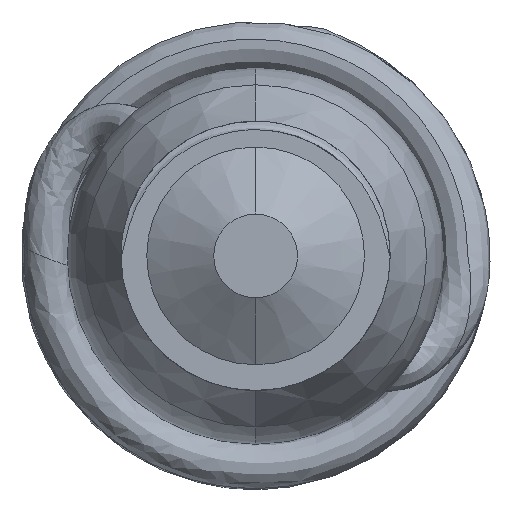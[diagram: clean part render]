
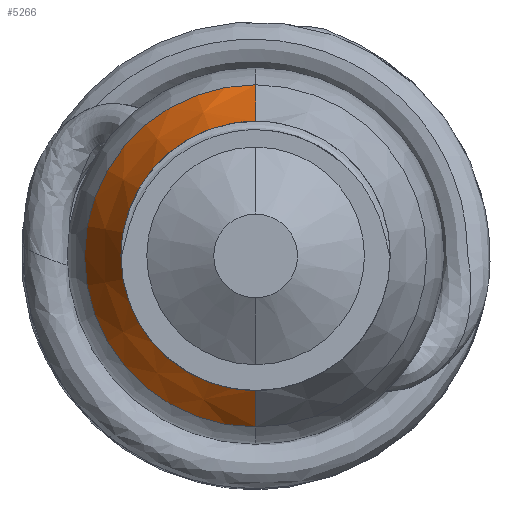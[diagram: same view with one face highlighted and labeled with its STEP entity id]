
A CAD part, front view. The second image highlights one B-rep face of the part: STEP entity #5266.
In plain terms, the highlighted conical face has half-angle 26.286 degrees and reference radius 16.079 mm.
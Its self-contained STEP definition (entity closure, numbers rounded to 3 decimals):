
#4 = EDGE_CURVE ( 'NONE', #73, #1715, #5072, .T. ) ;
#73 = VERTEX_POINT ( 'NONE', #1051 ) ;
#399 = AXIS2_PLACEMENT_3D ( 'NONE', #4939, #6780, #1800 ) ;
#416 = CARTESIAN_POINT ( 'NONE',  ( 0., 20., -16.079 ) ) ;
#495 = EDGE_LOOP ( 'NONE', ( #3040, #4257, #1953, #2885 ) ) ;
#881 = CARTESIAN_POINT ( 'NONE',  ( 0., 20., 0. ) ) ;
#1051 = CARTESIAN_POINT ( 'NONE',  ( 0., 28.813, 20.432 ) ) ;
#1079 = AXIS2_PLACEMENT_3D ( 'NONE', #6020, #8025, #4686 ) ;
#1715 = VERTEX_POINT ( 'NONE', #2615 ) ;
#1800 = DIRECTION ( 'NONE',  ( 0., 0., -1. ) ) ;
#1953 = ORIENTED_EDGE ( 'NONE', *, *, #3929, .T. ) ;
#2615 = CARTESIAN_POINT ( 'NONE',  ( 0., 28.813, -20.432 ) ) ;
#2730 = DIRECTION ( 'NONE',  ( 0., 0.897, 0.443 ) ) ;
#2883 = DIRECTION ( 'NONE',  ( 0., -1., 0. ) ) ;
#2885 = ORIENTED_EDGE ( 'NONE', *, *, #4, .T. ) ;
#3040 = ORIENTED_EDGE ( 'NONE', *, *, #6495, .F. ) ;
#3185 = CARTESIAN_POINT ( 'NONE',  ( 0., 20., 16.079 ) ) ;
#3340 = AXIS2_PLACEMENT_3D ( 'NONE', #881, #2883, #5439 ) ;
#3929 = EDGE_CURVE ( 'NONE', #5763, #73, #6371, .T. ) ;
#4013 = CIRCLE ( 'NONE', #3340, 16.079 ) ;
#4151 = CONICAL_SURFACE ( 'NONE', #1079, 16.079, 0.459 ) ;
#4186 = DIRECTION ( 'NONE',  ( 0., 0.897, -0.443 ) ) ;
#4257 = ORIENTED_EDGE ( 'NONE', *, *, #5418, .F. ) ;
#4686 = DIRECTION ( 'NONE',  ( 0., 0., 1. ) ) ;
#4939 = CARTESIAN_POINT ( 'NONE',  ( 0., 28.813, 0. ) ) ;
#5072 = CIRCLE ( 'NONE', #399, 20.432 ) ;
#5266 = ADVANCED_FACE ( 'NONE', ( #5477 ), #4151, .T. ) ;
#5366 = CARTESIAN_POINT ( 'NONE',  ( 0., 20., 16.079 ) ) ;
#5418 = EDGE_CURVE ( 'NONE', #5763, #5614, #4013, .T. ) ;
#5439 = DIRECTION ( 'NONE',  ( 0., 0., -1. ) ) ;
#5477 = FACE_OUTER_BOUND ( 'NONE', #495, .T. ) ;
#5614 = VERTEX_POINT ( 'NONE', #416 ) ;
#5763 = VERTEX_POINT ( 'NONE', #5366 ) ;
#6020 = CARTESIAN_POINT ( 'NONE',  ( 0., 20., 0. ) ) ;
#6272 = VECTOR ( 'NONE', #2730, 1000. ) ;
#6371 = LINE ( 'NONE', #3185, #6272 ) ;
#6495 = EDGE_CURVE ( 'NONE', #5614, #1715, #8037, .T. ) ;
#6780 = DIRECTION ( 'NONE',  ( 0., -1., 0. ) ) ;
#7366 = CARTESIAN_POINT ( 'NONE',  ( 0., 20., -16.079 ) ) ;
#8019 = VECTOR ( 'NONE', #4186, 1000. ) ;
#8025 = DIRECTION ( 'NONE',  ( 0., 1., 0. ) ) ;
#8037 = LINE ( 'NONE', #7366, #8019 ) ;
